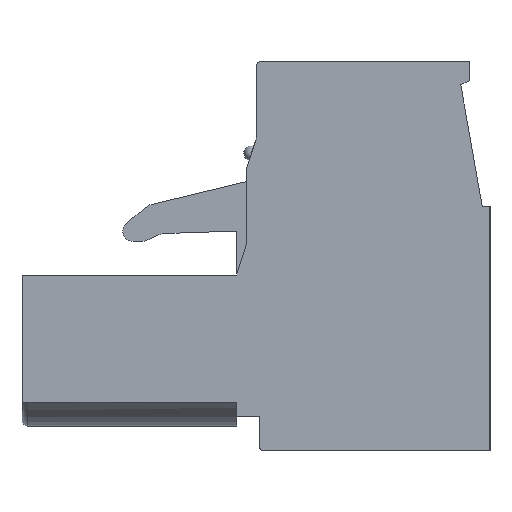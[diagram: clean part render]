
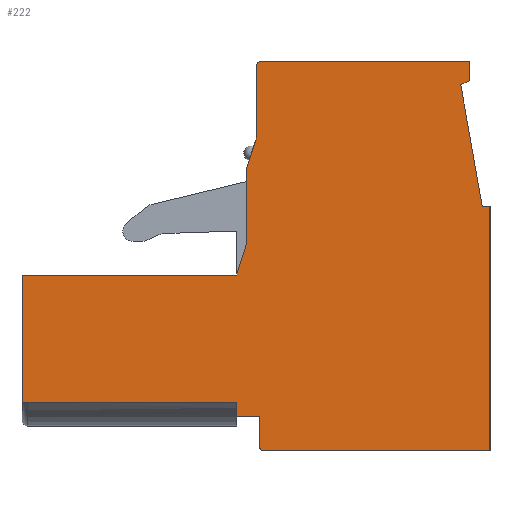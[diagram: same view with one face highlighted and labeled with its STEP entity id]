
A CAD part, left-side view. The second image highlights one B-rep face of the part: STEP entity #222.
In plain terms, the highlighted planar face has unit normal (-1, 0, 0).
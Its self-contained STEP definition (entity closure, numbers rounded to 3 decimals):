
#35=CARTESIAN_POINT('',(7.62,18.1,2.89));
#36=VERTEX_POINT('',#35);
#37=CARTESIAN_POINT('',(7.62,9.8,2.89));
#38=VERTEX_POINT('',#37);
#39=CARTESIAN_POINT('',(7.62,18.1,2.89));
#40=DIRECTION('',(0.,-1.,0.));
#41=VECTOR('',#40,8.3);
#42=LINE('',#39,#41);
#43=EDGE_CURVE('',#36,#38,#42,.T.);
#70=CARTESIAN_POINT('',(7.62,21.449,-18.05));
#71=DIRECTION('',(0.,-1.,0.));
#72=DIRECTION('',(-1.,0.,0.));
#73=AXIS2_PLACEMENT_3D('',#70,#72,#71);
#74=PLANE('',#73);
#75=CARTESIAN_POINT('',(7.62,8.9,-3.8));
#76=VERTEX_POINT('',#75);
#77=CARTESIAN_POINT('',(7.62,8.8,-3.9));
#78=VERTEX_POINT('',#77);
#79=CARTESIAN_POINT('',(7.62,8.8,-3.8));
#80=DIRECTION('',(0.,1.,0.));
#81=DIRECTION('',(-1.,-0.,0.));
#82=AXIS2_PLACEMENT_3D('',#79,#81,#80);
#83=CIRCLE('',#82,0.1);
#84=EDGE_CURVE('',#76,#78,#83,.T.);
#85=ORIENTED_EDGE('',*,*,#84,.T.);
#86=CARTESIAN_POINT('',(7.62,0.,-3.9));
#87=VERTEX_POINT('',#86);
#88=CARTESIAN_POINT('',(7.62,8.8,-3.9));
#89=DIRECTION('',(0.,-1.,0.));
#90=VECTOR('',#89,8.8);
#91=LINE('',#88,#90);
#92=EDGE_CURVE('',#78,#87,#91,.T.);
#93=ORIENTED_EDGE('',*,*,#92,.T.);
#94=CARTESIAN_POINT('',(7.62,0.,5.55));
#95=VERTEX_POINT('',#94);
#96=CARTESIAN_POINT('',(7.62,0.,-3.9));
#97=DIRECTION('',(0.,0.,1.));
#98=VECTOR('',#97,9.45);
#99=LINE('',#96,#98);
#100=EDGE_CURVE('',#87,#95,#99,.T.);
#101=ORIENTED_EDGE('',*,*,#100,.T.);
#102=CARTESIAN_POINT('',(7.62,0.3,5.55));
#103=VERTEX_POINT('',#102);
#104=CARTESIAN_POINT('',(7.62,0.,5.55));
#105=DIRECTION('',(0.,1.,0.));
#106=VECTOR('',#105,0.3);
#107=LINE('',#104,#106);
#108=EDGE_CURVE('',#95,#103,#107,.T.);
#109=ORIENTED_EDGE('',*,*,#108,.T.);
#110=CARTESIAN_POINT('',(7.62,1.13,10.24));
#111=VERTEX_POINT('',#110);
#112=CARTESIAN_POINT('',(7.62,0.3,5.55));
#113=DIRECTION('',(0.,0.174,0.985));
#114=VECTOR('',#113,4.763);
#115=LINE('',#112,#114);
#116=EDGE_CURVE('',#103,#111,#115,.T.);
#117=ORIENTED_EDGE('',*,*,#116,.T.);
#118=CARTESIAN_POINT('',(7.62,0.8,10.4));
#119=VERTEX_POINT('',#118);
#120=CARTESIAN_POINT('',(7.62,1.13,10.24));
#121=DIRECTION('',(0.,-0.9,0.436));
#122=VECTOR('',#121,0.367);
#123=LINE('',#120,#122);
#124=EDGE_CURVE('',#111,#119,#123,.T.);
#125=ORIENTED_EDGE('',*,*,#124,.T.);
#126=CARTESIAN_POINT('',(7.62,0.8,11.15));
#127=VERTEX_POINT('',#126);
#128=CARTESIAN_POINT('',(7.62,0.8,10.4));
#129=DIRECTION('',(0.,0.,1.));
#130=VECTOR('',#129,0.75);
#131=LINE('',#128,#130);
#132=EDGE_CURVE('',#119,#127,#131,.T.);
#133=ORIENTED_EDGE('',*,*,#132,.T.);
#134=CARTESIAN_POINT('',(7.62,8.85,11.15));
#135=VERTEX_POINT('',#134);
#136=CARTESIAN_POINT('',(7.62,0.8,11.15));
#137=DIRECTION('',(0.,1.,0.));
#138=VECTOR('',#137,8.05);
#139=LINE('',#136,#138);
#140=EDGE_CURVE('',#127,#135,#139,.T.);
#141=ORIENTED_EDGE('',*,*,#140,.T.);
#142=CARTESIAN_POINT('',(7.62,9.05,10.95));
#143=VERTEX_POINT('',#142);
#144=CARTESIAN_POINT('',(7.62,8.85,10.95));
#145=DIRECTION('',(0.,0.,1.));
#146=DIRECTION('',(-1.,0.,-0.));
#147=AXIS2_PLACEMENT_3D('',#144,#146,#145);
#148=CIRCLE('',#147,0.2);
#149=EDGE_CURVE('',#135,#143,#148,.T.);
#150=ORIENTED_EDGE('',*,*,#149,.T.);
#151=CARTESIAN_POINT('',(7.62,9.05,8.15));
#152=VERTEX_POINT('',#151);
#153=CARTESIAN_POINT('',(7.62,9.05,10.95));
#154=DIRECTION('',(0.,0.,-1.));
#155=VECTOR('',#154,2.8);
#156=LINE('',#153,#155);
#157=EDGE_CURVE('',#143,#152,#156,.T.);
#158=ORIENTED_EDGE('',*,*,#157,.T.);
#159=CARTESIAN_POINT('',(7.62,9.4,7.05));
#160=VERTEX_POINT('',#159);
#161=CARTESIAN_POINT('',(7.62,9.05,8.15));
#162=DIRECTION('',(0.,0.303,-0.953));
#163=VECTOR('',#162,1.154);
#164=LINE('',#161,#163);
#165=EDGE_CURVE('',#152,#160,#164,.T.);
#166=ORIENTED_EDGE('',*,*,#165,.T.);
#167=CARTESIAN_POINT('',(7.62,9.4,4.15));
#168=VERTEX_POINT('',#167);
#169=CARTESIAN_POINT('',(7.62,9.4,4.15));
#170=DIRECTION('',(0.,0.,1.));
#171=VECTOR('',#170,2.9);
#172=LINE('',#169,#171);
#173=EDGE_CURVE('',#168,#160,#172,.T.);
#174=ORIENTED_EDGE('',*,*,#173,.F.);
#175=CARTESIAN_POINT('',(7.62,9.8,2.89));
#176=DIRECTION('',(0.,-0.303,0.953));
#177=VECTOR('',#176,1.322);
#178=LINE('',#175,#177);
#179=EDGE_CURVE('',#38,#168,#178,.T.);
#180=ORIENTED_EDGE('',*,*,#179,.F.);
#181=ORIENTED_EDGE('',*,*,#43,.F.);
#182=CARTESIAN_POINT('',(7.62,18.1,-2.03));
#183=VERTEX_POINT('',#182);
#184=CARTESIAN_POINT('',(7.62,18.1,-2.03));
#185=DIRECTION('',(0.,0.,1.));
#186=VECTOR('',#185,4.92);
#187=LINE('',#184,#186);
#188=EDGE_CURVE('',#183,#36,#187,.T.);
#189=ORIENTED_EDGE('',*,*,#188,.F.);
#190=CARTESIAN_POINT('',(7.62,9.8,-2.03));
#191=VERTEX_POINT('',#190);
#192=CARTESIAN_POINT('',(7.62,9.8,-2.03));
#193=DIRECTION('',(0.,1.,0.));
#194=VECTOR('',#193,8.3);
#195=LINE('',#192,#194);
#196=EDGE_CURVE('',#191,#183,#195,.T.);
#197=ORIENTED_EDGE('',*,*,#196,.F.);
#198=CARTESIAN_POINT('',(7.62,9.8,-2.6));
#199=VERTEX_POINT('',#198);
#200=CARTESIAN_POINT('',(7.62,9.8,-2.6));
#201=DIRECTION('',(0.,0.,1.));
#202=VECTOR('',#201,0.57);
#203=LINE('',#200,#202);
#204=EDGE_CURVE('',#199,#191,#203,.T.);
#205=ORIENTED_EDGE('',*,*,#204,.F.);
#206=CARTESIAN_POINT('',(7.62,8.9,-2.6));
#207=VERTEX_POINT('',#206);
#208=CARTESIAN_POINT('',(7.62,8.9,-2.6));
#209=DIRECTION('',(0.,1.,0.));
#210=VECTOR('',#209,0.9);
#211=LINE('',#208,#210);
#212=EDGE_CURVE('',#207,#199,#211,.T.);
#213=ORIENTED_EDGE('',*,*,#212,.F.);
#214=CARTESIAN_POINT('',(7.62,8.9,-2.6));
#215=DIRECTION('',(0.,0.,-1.));
#216=VECTOR('',#215,1.2);
#217=LINE('',#214,#216);
#218=EDGE_CURVE('',#207,#76,#217,.T.);
#219=ORIENTED_EDGE('',*,*,#218,.T.);
#220=EDGE_LOOP('',(#85,#93,#101,#109,#117,#125,#133,#141,#150,#158,#166,#174,#180,#181,#189,#197,#205,#213,#219));
#221=FACE_OUTER_BOUND('',#220,.T.);
#222=ADVANCED_FACE('',(#221),#74,.T.);
